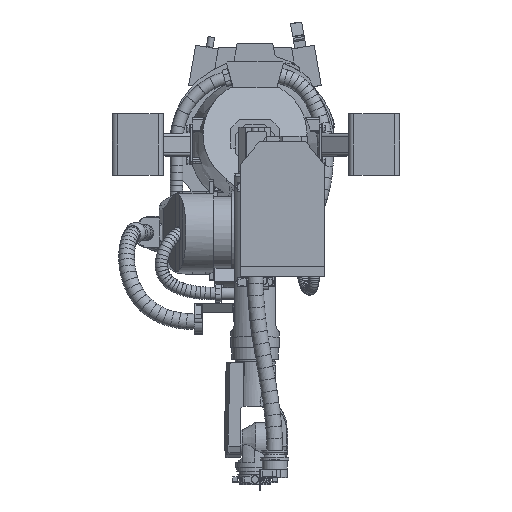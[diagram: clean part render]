
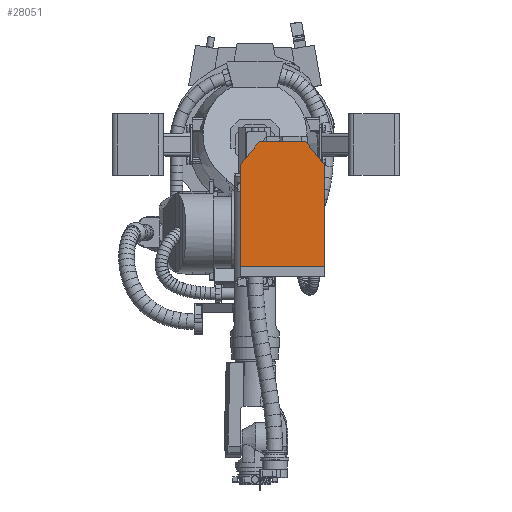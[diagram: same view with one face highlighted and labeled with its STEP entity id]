
A CAD part, top view. The second image highlights one B-rep face of the part: STEP entity #28051.
In plain terms, the highlighted planar face has unit normal (0, 0, 1).
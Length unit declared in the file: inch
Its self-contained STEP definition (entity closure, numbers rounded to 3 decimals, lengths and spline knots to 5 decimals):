
#838=PLANE('',#30202);
#2075=FACE_OUTER_BOUND('',#3598,.T.);
#3598=EDGE_LOOP('',(#21479,#21480,#21481,#21482,#21483,#21484));
#6026=LINE('',#46766,#8442);
#6030=LINE('',#46775,#8446);
#6049=LINE('',#46811,#8465);
#6054=LINE('',#46818,#8470);
#6055=LINE('',#46820,#8471);
#6056=LINE('',#46821,#8472);
#8442=VECTOR('',#35076,0.03937);
#8446=VECTOR('',#35082,0.03937);
#8465=VECTOR('',#35113,0.03937);
#8470=VECTOR('',#35122,0.03937);
#8471=VECTOR('',#35125,0.03937);
#8472=VECTOR('',#35126,0.03937);
#12243=VERTEX_POINT('',#46764);
#12244=VERTEX_POINT('',#46765);
#12247=VERTEX_POINT('',#46773);
#12248=VERTEX_POINT('',#46774);
#12258=VERTEX_POINT('',#46808);
#12259=VERTEX_POINT('',#46810);
#15518=EDGE_CURVE('',#12243,#12244,#6026,.T.);
#15522=EDGE_CURVE('',#12247,#12248,#6030,.T.);
#15541=EDGE_CURVE('',#12259,#12258,#6049,.T.);
#15546=EDGE_CURVE('',#12243,#12247,#6054,.T.);
#15547=EDGE_CURVE('',#12258,#12248,#6055,.T.);
#15548=EDGE_CURVE('',#12244,#12259,#6056,.T.);
#21479=ORIENTED_EDGE('',*,*,#15541,.T.);
#21480=ORIENTED_EDGE('',*,*,#15547,.T.);
#21481=ORIENTED_EDGE('',*,*,#15522,.F.);
#21482=ORIENTED_EDGE('',*,*,#15546,.F.);
#21483=ORIENTED_EDGE('',*,*,#15518,.T.);
#21484=ORIENTED_EDGE('',*,*,#15548,.T.);
#28051=ADVANCED_FACE('',(#2075),#838,.T.);
#30202=AXIS2_PLACEMENT_3D('',#46819,#35123,#35124);
#35076=DIRECTION('',(-1.,0.,0.));
#35082=DIRECTION('',(-1.,0.,0.));
#35113=DIRECTION('',(0.,-1.,0.));
#35122=DIRECTION('',(0.,-1.,0.));
#35123=DIRECTION('center_axis',(0.,0.,1.));
#35124=DIRECTION('ref_axis',(1.,0.,0.));
#35125=DIRECTION('',(0.766,-0.643,0.));
#35126=DIRECTION('',(-0.766,-0.643,0.));
#46764=CARTESIAN_POINT('',(19.08004,10.72835,82.42126));
#46765=CARTESIAN_POINT('',(3.25326,10.72835,82.42126));
#46766=CARTESIAN_POINT('',(-0.2113,10.72835,82.42126));
#46773=CARTESIAN_POINT('',(19.08004,-2.26378,82.42126));
#46774=CARTESIAN_POINT('',(3.25326,-2.26378,82.42126));
#46775=CARTESIAN_POINT('',(-0.2113,-2.26378,82.42126));
#46808=CARTESIAN_POINT('',(-0.2113,0.64334,82.42126));
#46810=CARTESIAN_POINT('',(-0.2113,7.82123,82.42126));
#46811=CARTESIAN_POINT('',(-0.2113,10.72835,82.42126));
#46818=CARTESIAN_POINT('',(19.08004,10.72835,82.42126));
#46819=CARTESIAN_POINT('Origin',(19.08004,10.72835,82.42126));
#46820=CARTESIAN_POINT('',(6.14342,-4.68891,82.42126));
#46821=CARTESIAN_POINT('',(12.54079,18.52151,82.42126));
